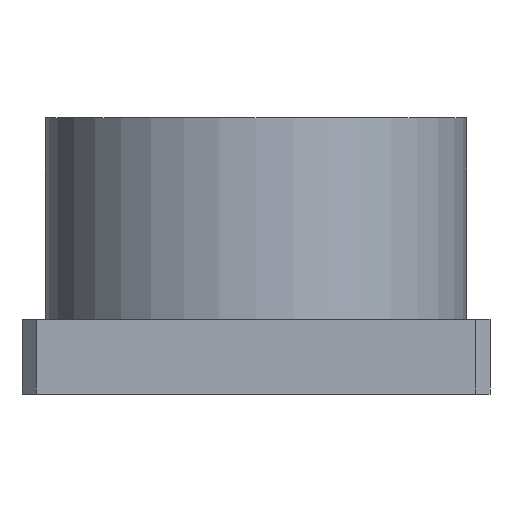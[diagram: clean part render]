
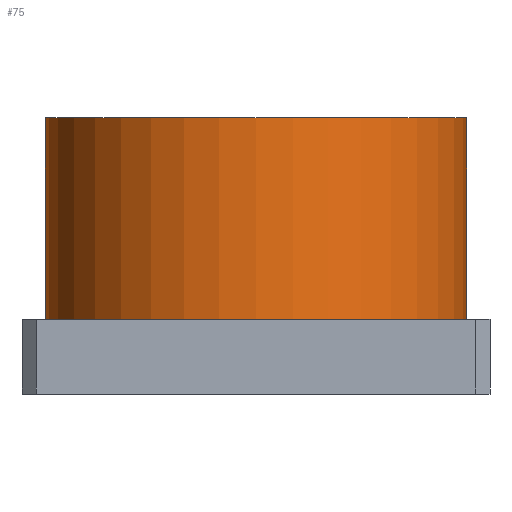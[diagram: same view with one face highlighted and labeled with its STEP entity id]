
A CAD part, front view. The second image highlights one B-rep face of the part: STEP entity #75.
In plain terms, the highlighted cylindrical face has radius 45 mm (diameter 90 mm), a full revolution.
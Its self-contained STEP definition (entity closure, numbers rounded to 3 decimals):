
#75 = ADVANCED_FACE( '', ( #162, #163 ), #164, .T. );
#162 = FACE_OUTER_BOUND( '', #245, .T. );
#163 = FACE_OUTER_BOUND( '', #246, .T. );
#164 = CYLINDRICAL_SURFACE( '', #247, 45. );
#245 = EDGE_LOOP( '', ( #392 ) );
#246 = EDGE_LOOP( '', ( #393 ) );
#247 = AXIS2_PLACEMENT_3D( '', #394, #395, #396 );
#392 = ORIENTED_EDGE( '', *, *, #422, .F. );
#393 = ORIENTED_EDGE( '', *, *, #460, .T. );
#394 = CARTESIAN_POINT( '', ( 0., 50., 8. ) );
#395 = DIRECTION( '', ( 0., 0., 1. ) );
#396 = DIRECTION( '', ( -1., 0., 0. ) );
#422 = EDGE_CURVE( '', #491, #491, #492, .F. );
#460 = EDGE_CURVE( '', #545, #545, #546, .T. );
#491 = VERTEX_POINT( '', #586 );
#492 = CIRCLE( '', #587, 45. );
#545 = VERTEX_POINT( '', #656 );
#546 = CIRCLE( '', #657, 45. );
#586 = CARTESIAN_POINT( '', ( 45., 50., 16. ) );
#587 = AXIS2_PLACEMENT_3D( '', #684, #685, #686 );
#656 = CARTESIAN_POINT( '', ( -45., 50., 59. ) );
#657 = AXIS2_PLACEMENT_3D( '', #724, #725, #726 );
#684 = CARTESIAN_POINT( '', ( 0., 50., 16. ) );
#685 = DIRECTION( '', ( 0., 0., 1. ) );
#686 = DIRECTION( '', ( 1., 0., 0. ) );
#724 = CARTESIAN_POINT( '', ( 0., 50., 59. ) );
#725 = DIRECTION( '', ( 0., 0., -1. ) );
#726 = DIRECTION( '', ( -1., 0., 0. ) );
